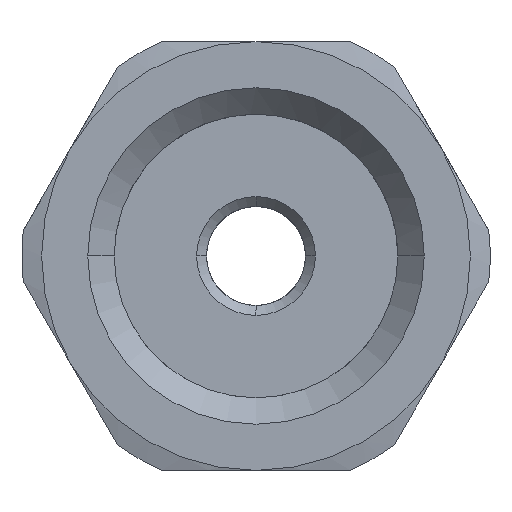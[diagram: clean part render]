
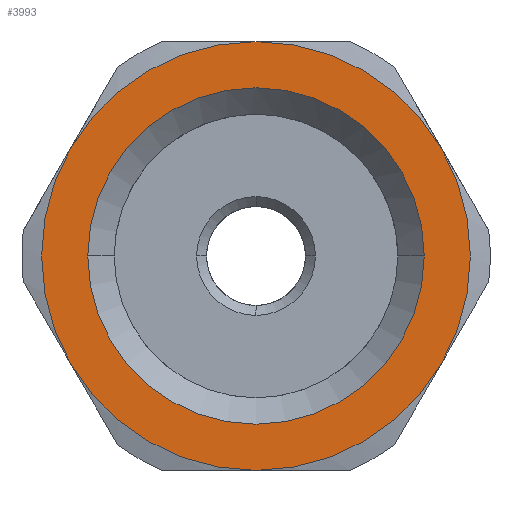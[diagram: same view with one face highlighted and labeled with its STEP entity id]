
A CAD part, front view. The second image highlights one B-rep face of the part: STEP entity #3993.
In plain terms, the highlighted planar face has unit normal (0, -1, 0).
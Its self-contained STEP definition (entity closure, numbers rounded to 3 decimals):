
#195=CARTESIAN_POINT('Vertex',(5.629,0.,3.25)) ;
#2508=CARTESIAN_POINT('Vertex',(-5.629,0.,-3.25)) ;
#2613=CARTESIAN_POINT('Vertex',(0.,0.,-6.5)) ;
#3566=CARTESIAN_POINT('Vertex',(5.629,0.,-3.25)) ;
#3622=CARTESIAN_POINT('Vertex',(5.1,0.,0.)) ;
#3625=CARTESIAN_POINT('Axis2P3D Location',(0.,0.,0.)) ;
#3629=CARTESIAN_POINT('Vertex',(-5.1,0.,0.)) ;
#3649=CARTESIAN_POINT('Axis2P3D Location',(0.,0.,0.)) ;
#3666=CARTESIAN_POINT('Axis2P3D Location',(0.,0.,0.)) ;
#3683=CARTESIAN_POINT('Axis2P3D Location',(0.,0.,0.)) ;
#3707=CARTESIAN_POINT('Axis2P3D Location',(0.,0.,0.)) ;
#3711=CARTESIAN_POINT('Vertex',(-5.629,0.,3.25)) ;
#3952=CARTESIAN_POINT('Axis2P3D Location',(0.,0.,0.)) ;
#3964=CARTESIAN_POINT('Axis2P3D Location',(0.,0.,0.)) ;
#3969=CARTESIAN_POINT('Axis2P3D Location',(0.,0.,0.)) ;
#3973=CARTESIAN_POINT('Vertex',(0.,0.,6.5)) ;
#3976=CARTESIAN_POINT('Axis2P3D Location',(0.,0.,0.)) ;
#3626=DIRECTION('Axis2P3D Direction',(0.,-1.,0.)) ;
#3650=DIRECTION('Axis2P3D Direction',(0.,-1.,0.)) ;
#3667=DIRECTION('Axis2P3D Direction',(0.,1.,0.)) ;
#3684=DIRECTION('Axis2P3D Direction',(0.,1.,0.)) ;
#3708=DIRECTION('Axis2P3D Direction',(0.,1.,0.)) ;
#3953=DIRECTION('Axis2P3D Direction',(0.,1.,0.)) ;
#3965=DIRECTION('Axis2P3D Direction',(0.,1.,0.)) ;
#3966=DIRECTION('Axis2P3D XDirection',(0.,0.,1.)) ;
#3970=DIRECTION('Axis2P3D Direction',(0.,1.,0.)) ;
#3977=DIRECTION('Axis2P3D Direction',(0.,1.,0.)) ;
#3627=AXIS2_PLACEMENT_3D('Circle Axis2P3D',#3625,#3626,$) ;
#3651=AXIS2_PLACEMENT_3D('Circle Axis2P3D',#3649,#3650,$) ;
#3668=AXIS2_PLACEMENT_3D('Circle Axis2P3D',#3666,#3667,$) ;
#3685=AXIS2_PLACEMENT_3D('Circle Axis2P3D',#3683,#3684,$) ;
#3709=AXIS2_PLACEMENT_3D('Circle Axis2P3D',#3707,#3708,$) ;
#3954=AXIS2_PLACEMENT_3D('Circle Axis2P3D',#3952,#3953,$) ;
#3967=AXIS2_PLACEMENT_3D('Plane Axis2P3D',#3964,#3965,#3966) ;
#3971=AXIS2_PLACEMENT_3D('Circle Axis2P3D',#3969,#3970,$) ;
#3978=AXIS2_PLACEMENT_3D('Circle Axis2P3D',#3976,#3977,$) ;
#3982=ORIENTED_EDGE('',*,*,#3975,.F.) ;
#3983=ORIENTED_EDGE('',*,*,#3713,.F.) ;
#3984=ORIENTED_EDGE('',*,*,#3687,.F.) ;
#3985=ORIENTED_EDGE('',*,*,#3670,.F.) ;
#3986=ORIENTED_EDGE('',*,*,#3956,.F.) ;
#3987=ORIENTED_EDGE('',*,*,#3980,.F.) ;
#3990=ORIENTED_EDGE('',*,*,#3653,.T.) ;
#3991=ORIENTED_EDGE('',*,*,#3631,.T.) ;
#3992=FACE_BOUND('',#3989,.T.) ;
#3993=ADVANCED_FACE('PN463B-04G18',(#3988,#3992),#3968,.F.) ;
#3628=CIRCLE('generated circle',#3627,5.1) ;
#3652=CIRCLE('generated circle',#3651,5.1) ;
#3669=CIRCLE('generated circle',#3668,6.5) ;
#3686=CIRCLE('generated circle',#3685,6.5) ;
#3710=CIRCLE('generated circle',#3709,6.5) ;
#3955=CIRCLE('generated circle',#3954,6.5) ;
#3972=CIRCLE('generated circle',#3971,6.5) ;
#3979=CIRCLE('generated circle',#3978,6.5) ;
#3631=EDGE_CURVE('',#3630,#3623,#3628,.F.) ;
#3653=EDGE_CURVE('',#3623,#3630,#3652,.F.) ;
#3670=EDGE_CURVE('',#3567,#2614,#3669,.T.) ;
#3687=EDGE_CURVE('',#2614,#2509,#3686,.T.) ;
#3713=EDGE_CURVE('',#2509,#3712,#3710,.T.) ;
#3956=EDGE_CURVE('',#196,#3567,#3955,.T.) ;
#3975=EDGE_CURVE('',#3712,#3974,#3972,.T.) ;
#3980=EDGE_CURVE('',#3974,#196,#3979,.T.) ;
#3981=EDGE_LOOP('',(#3982,#3983,#3984,#3985,#3986,#3987)) ;
#3989=EDGE_LOOP('',(#3990,#3991)) ;
#3988=FACE_OUTER_BOUND('',#3981,.T.) ;
#3968=PLANE('',#3967) ;
#196=VERTEX_POINT('',#195) ;
#2509=VERTEX_POINT('',#2508) ;
#2614=VERTEX_POINT('',#2613) ;
#3567=VERTEX_POINT('',#3566) ;
#3623=VERTEX_POINT('',#3622) ;
#3630=VERTEX_POINT('',#3629) ;
#3712=VERTEX_POINT('',#3711) ;
#3974=VERTEX_POINT('',#3973) ;
